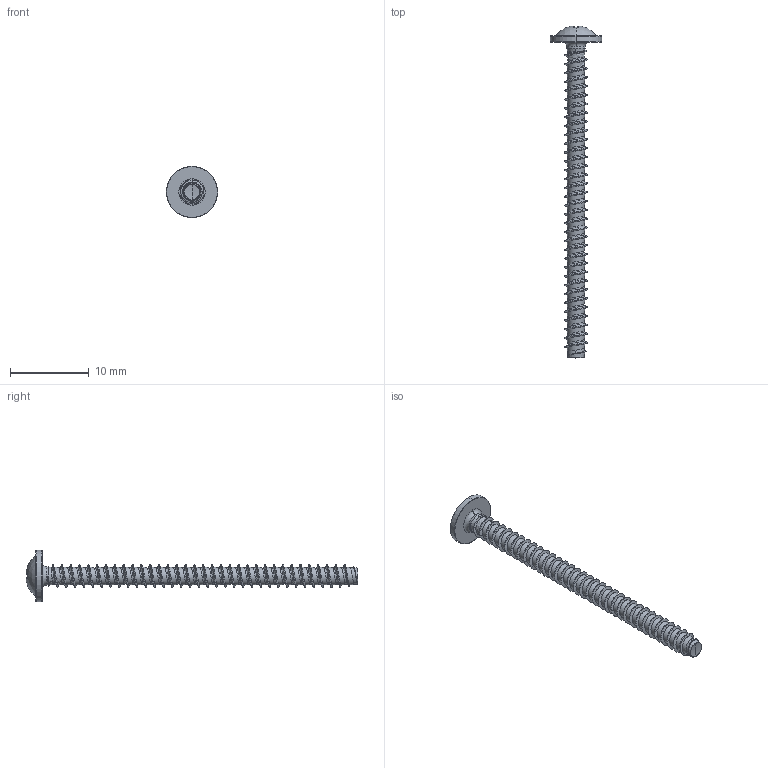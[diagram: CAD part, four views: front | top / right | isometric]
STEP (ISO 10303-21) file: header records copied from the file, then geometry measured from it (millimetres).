
FILE_DESCRIPTION (( 'STEP AP203' ), '1' );
FILE_NAME ('STP210300400.STEP', '2017-08-14T17:19:46', ( '' ), ( '' ), 'SwSTEP 2.0', 'SolidWorks 2015', '' );
FILE_SCHEMA (( 'CONFIG_CONTROL_DESIGN' ));
Products named in the file (1): STP210300400
Bounding box: 6.5 x 42.06 x 6.5 mm (x, y, z)
Volume: 203.1 mm3; surface area: 537 mm2
Topology: 1 solids, 1 shells, 247 faces, 616 edges, 372 vertices
Faces by surface type: cylinder 95, bspline 63, plane 31, torus 30, sphere 20, cone 8
Entity records: 59837 total; most frequent: CARTESIAN_POINT 54682, ORIENTED_EDGE 1228, DIRECTION 889, EDGE_CURVE 614, AXIS2_PLACEMENT_3D 379, VERTEX_POINT 372, EDGE_LOOP 250, ADVANCED_FACE 247
